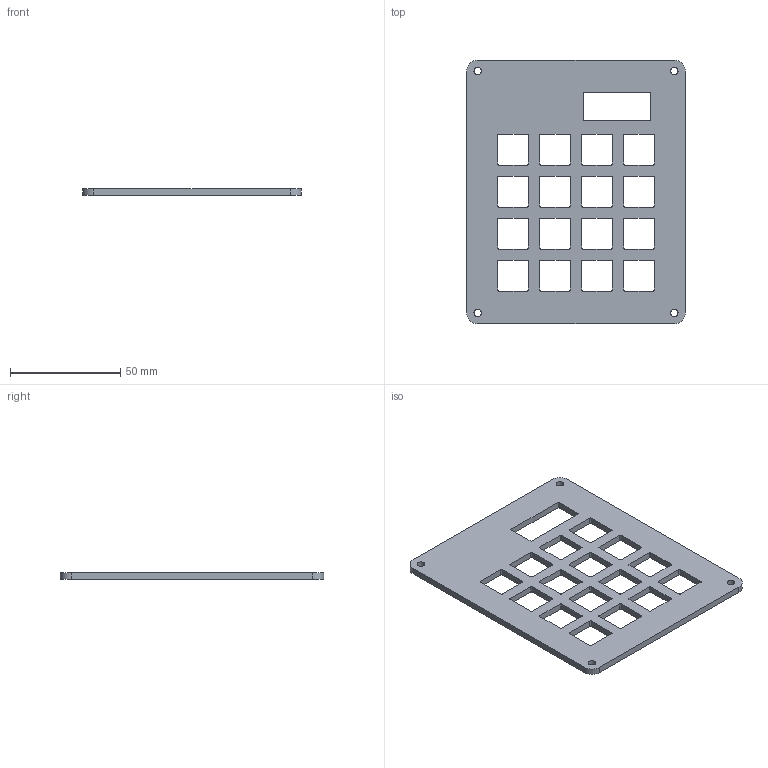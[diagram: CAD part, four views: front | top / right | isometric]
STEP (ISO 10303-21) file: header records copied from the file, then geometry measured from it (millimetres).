
FILE_DESCRIPTION(/* description */ ('STEP AP242 Edition 2','CAx-IF Rec.Pracs.---Representation and Presentation of Product Manufacturing Information (PMI)---4.0---2014-10-13','CAx-IF Rec.Pracs.---3D Tessellated Geometry---0.4---2014-09-14','2;1','CAx-IF Rec.Pracs.---User Defined Attributes---1.5---2016-08-15'),/* implementation_level */ '2;1');
FILE_NAME(/* name */ '6990b3a7aa6dc7f4a3400dbf',/* time_stamp */ '2026-02-14T17:41:01Z',/* author */ (''),/* organization */ (''),/* preprocessor_version */ 'ST-DEVELOPER v20',/* originating_system */ 'ONSHAPE BY PTC INC, 1.210',/* authorisation */ ' ');
FILE_SCHEMA (('AP242_MANAGED_MODEL_BASED_3D_ENGINEERING_MIM_LF { 1 0 10303 442 3 1 4 }'));
Length unit declared in the file: metre
Products named in the file (1): Part 1
Bounding box: 99.17 x 119.68 x 3 mm (x, y, z)
Volume: 24760.8 mm3; surface area: 21277.9 mm2
Topology: 1 solids, 1 shells, 451 faces, 1275 edges, 850 vertices
Faces by surface type: plane 200, bspline 137, cylinder 114
Full cylindrical faces by diameter (mm): 3.4 x4
Entity records: 15151 total; most frequent: CARTESIAN_POINT 4080, ORIENTED_EDGE 2542, DIRECTION 1855, EDGE_CURVE 1271, VERTEX_POINT 850, LINE 769, VECTOR 769, AXIS2_PLACEMENT_3D 543
